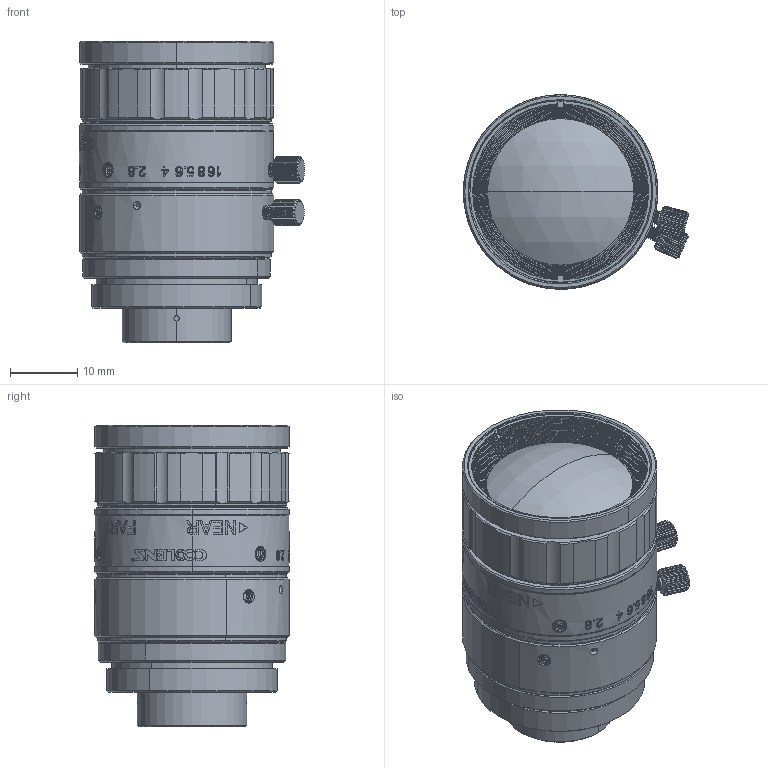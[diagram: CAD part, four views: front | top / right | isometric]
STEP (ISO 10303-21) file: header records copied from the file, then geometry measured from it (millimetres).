
FILE_DESCRIPTION (( 'STEP AP203' ), '1' );
FILE_NAME ('MFA230-S08.STEP', '2020-12-01T07:01:31', ( '' ), ( '' ), 'SwSTEP 2.0', 'SolidWorks 2017', '' );
FILE_SCHEMA (( 'CONFIG_CONTROL_DESIGN' ));
Length unit declared in the file: millimetre
Products named in the file (9): MFA230-S08.sldasm-Part-1; MFA230-S08; MFA230-S08.sldasm-Part-6; MFA230-S08.sldasm-Part-5; MFA230-S08.sldasm-Part-2; MFA230-S08.sldasm-Part-8; MFA230-S08.sldasm-Part-7; MFA230-S08.sldasm-Part-4; MFA230-S08.sldasm-Part-3
Assembly tree (8 placements, depth 2):
  MFA230-S08
    MFA230-S08.sldasm-Part-1
    MFA230-S08.sldasm-Part-2
    MFA230-S08.sldasm-Part-3
    MFA230-S08.sldasm-Part-4
    MFA230-S08.sldasm-Part-5
    MFA230-S08.sldasm-Part-6
    MFA230-S08.sldasm-Part-7
    MFA230-S08.sldasm-Part-8
Bounding box: 33.58 x 29 x 45 mm (x, y, z)
Volume: 25240.8 mm3; surface area: 12137.7 mm2
Topology: 8 solids, 13 shells, 5583 faces, 16125 edges, 10691 vertices
Faces by surface type: plane 4532, cylinder 704, bspline 188, cone 141, torus 12, sphere 6
Entity records: 300012 total; most frequent: CARTESIAN_POINT 175721, ORIENTED_EDGE 32238, DIRECTION 17383, EDGE_CURVE 16119, VERTEX_POINT 10691, B_SPLINE_CURVE_WITH_KNOTS 7721, AXIS2_PLACEMENT_3D 6414, EDGE_LOOP 5740
